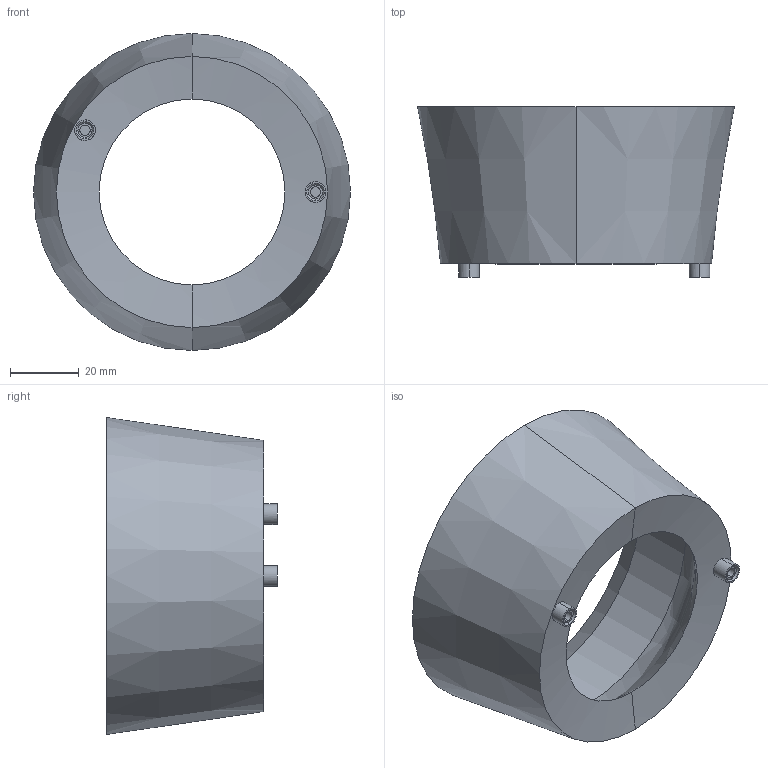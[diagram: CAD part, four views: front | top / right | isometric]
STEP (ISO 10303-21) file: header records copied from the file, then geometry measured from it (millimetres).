
FILE_DESCRIPTION (( 'STEP AP214' ), '1' );
FILE_NAME ('cup progress rev4.STEP', '2020-11-12T23:05:42', ( '' ), ( '' ), 'SwSTEP 2.0', 'SolidWorks 2018', '' );
FILE_SCHEMA (( 'AUTOMOTIVE_DESIGN' ));
Length unit declared in the file: millimetre
Products named in the file (1): cup progress rev4
Bounding box: 92.36 x 49.71 x 92.36 mm (x, y, z)
Volume: 49558.5 mm3; surface area: 27820.8 mm2
Topology: 1 solids, 1 shells, 29 faces, 58 edges, 36 vertices
Faces by surface type: cylinder 10, cone 8, plane 7, bspline 2, sphere 2
Entity records: 1156 total; most frequent: CARTESIAN_POINT 500, DIRECTION 142, ORIENTED_EDGE 116, AXIS2_PLACEMENT_3D 62, EDGE_CURVE 58, VERTEX_POINT 36, EDGE_LOOP 36, CIRCLE 34
